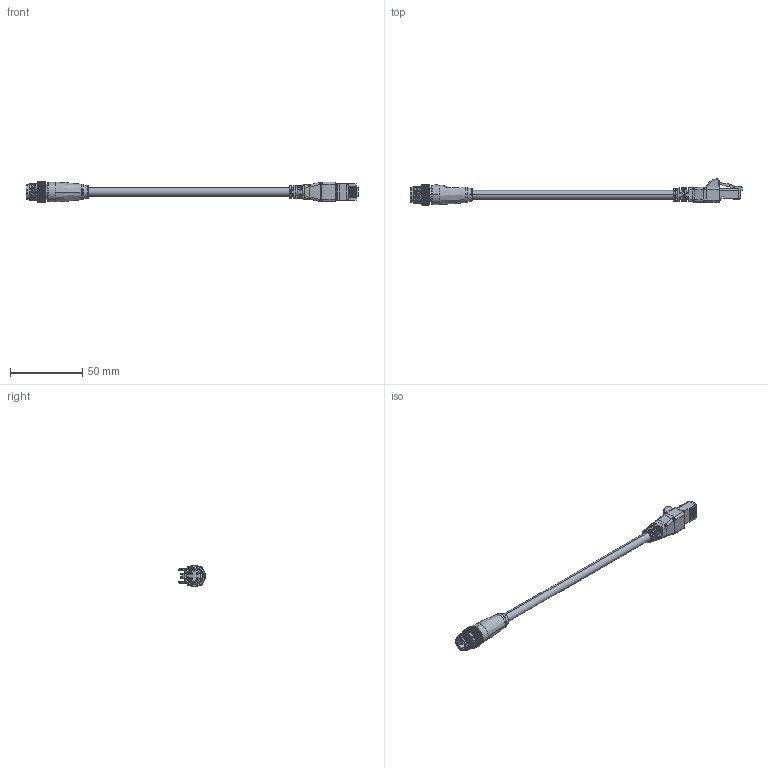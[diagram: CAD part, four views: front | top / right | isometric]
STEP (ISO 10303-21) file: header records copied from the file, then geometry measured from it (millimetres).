
FILE_DESCRIPTION (( 'STEP AP203' ), '1' );
FILE_NAME ('10-06237.step', '2025-11-10T23:55:56', ( '' ), ( '' ), 'SwSTEP 2.0', 'SolidWorks 2025', '' );
FILE_SCHEMA (( 'CONFIG_CONTROL_DESIGN' ));
Length unit declared in the file: millimetre
Products named in the file (10): 50-01029-01_默认; 50-01029-02_默认; 50-01029-03_默认; 50-01029_默认; 30-03676_blunt cut; 50-00995; 10-06237; 24-00362; 50-01029-04_默认; 24-00349_Mexico
Assembly tree (12 placements, depth 3):
  10-06237
    30-03676_blunt cut
    50-01029_默认
      50-01029-01_默认
      50-01029-02_默认
      50-01029-03_默认  x4
      50-01029-04_默认
    24-00349_Mexico
    24-00362
    50-00995
Bounding box: 230.31 x 18.37 x 14.5 mm (x, y, z)
Volume: 13919.2 mm3; surface area: 29131.1 mm2
Topology: 54 solids, 54 shells, 3209 faces, 7199 edges, 4131 vertices
Faces by surface type: bspline 1705, cylinder 811, plane 470, cone 153, torus 62, sphere 8
Entity records: 141291 total; most frequent: CARTESIAN_POINT 85955, ORIENTED_EDGE 13940, EDGE_CURVE 6970, DIRECTION 6160, B_SPLINE_CURVE_WITH_KNOTS 4637, VERTEX_POINT 4005, EDGE_LOOP 3229, FACE_OUTER_BOUND 3107
